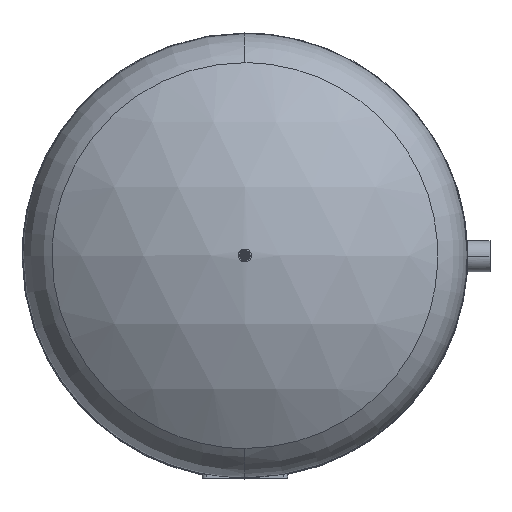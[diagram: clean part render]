
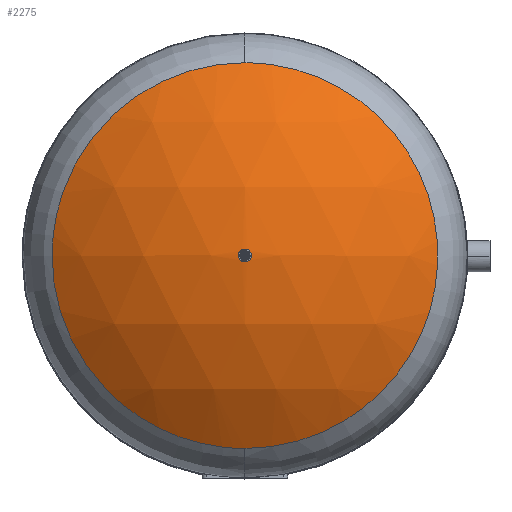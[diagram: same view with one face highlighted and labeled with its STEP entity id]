
A CAD part, top view. The second image highlights one B-rep face of the part: STEP entity #2275.
In plain terms, the highlighted spherical face has radius 354 mm.
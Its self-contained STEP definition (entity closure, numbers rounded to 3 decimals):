
#1823=CARTESIAN_POINT('Vertex',(-7.,0.,660.931)) ;
#1848=CARTESIAN_POINT('Vertex',(7.,0.,660.931)) ;
#1852=CARTESIAN_POINT('Control Point',(7.,0.,660.931)) ;
#1853=CARTESIAN_POINT('Control Point',(7.,1.388,660.931)) ;
#1854=CARTESIAN_POINT('Control Point',(6.656,2.775,660.931)) ;
#1855=CARTESIAN_POINT('Control Point',(5.968,4.049,660.931)) ;
#1856=CARTESIAN_POINT('Control Point',(4.509,5.62,660.931)) ;
#1857=CARTESIAN_POINT('Control Point',(2.626,6.545,660.931)) ;
#1858=CARTESIAN_POINT('Control Point',(1.963,6.773,660.931)) ;
#1859=CARTESIAN_POINT('Control Point',(-0.089,7.205,660.931)) ;
#1860=CARTESIAN_POINT('Control Point',(-2.206,6.866,660.931)) ;
#1861=CARTESIAN_POINT('Control Point',(-3.534,6.287,660.931)) ;
#1862=CARTESIAN_POINT('Control Point',(-5.413,4.815,660.931)) ;
#1863=CARTESIAN_POINT('Control Point',(-6.537,2.753,660.931)) ;
#1864=CARTESIAN_POINT('Control Point',(-6.846,1.858,660.931)) ;
#1865=CARTESIAN_POINT('Control Point',(-7.,0.929,660.931)) ;
#1866=CARTESIAN_POINT('Control Point',(-7.,0.,660.931)) ;
#1991=CARTESIAN_POINT('Control Point',(-7.,0.,660.931)) ;
#1992=CARTESIAN_POINT('Control Point',(-7.,-1.388,660.931)) ;
#1993=CARTESIAN_POINT('Control Point',(-6.656,-2.775,660.931)) ;
#1994=CARTESIAN_POINT('Control Point',(-5.968,-4.049,660.931)) ;
#1995=CARTESIAN_POINT('Control Point',(-4.509,-5.62,660.931)) ;
#1996=CARTESIAN_POINT('Control Point',(-2.626,-6.545,660.931)) ;
#1997=CARTESIAN_POINT('Control Point',(-1.963,-6.773,660.931)) ;
#1998=CARTESIAN_POINT('Control Point',(0.089,-7.205,660.931)) ;
#1999=CARTESIAN_POINT('Control Point',(2.206,-6.866,660.931)) ;
#2000=CARTESIAN_POINT('Control Point',(3.534,-6.287,660.931)) ;
#2001=CARTESIAN_POINT('Control Point',(5.413,-4.815,660.931)) ;
#2002=CARTESIAN_POINT('Control Point',(6.537,-2.753,660.931)) ;
#2003=CARTESIAN_POINT('Control Point',(6.846,-1.858,660.931)) ;
#2004=CARTESIAN_POINT('Control Point',(7.,-0.929,660.931)) ;
#2005=CARTESIAN_POINT('Control Point',(7.,0.,660.931)) ;
#2146=CARTESIAN_POINT('Vertex',(0.,-208.573,593.03)) ;
#2173=CARTESIAN_POINT('Vertex',(0.,208.573,593.03)) ;
#2177=CARTESIAN_POINT('Control Point',(0.,-208.573,593.03)) ;
#2178=CARTESIAN_POINT('Control Point',(16.381,-208.573,593.03)) ;
#2179=CARTESIAN_POINT('Control Point',(32.763,-206.965,593.03)) ;
#2180=CARTESIAN_POINT('Control Point',(48.933,-203.748,593.03)) ;
#2181=CARTESIAN_POINT('Control Point',(80.433,-194.182,593.03)) ;
#2182=CARTESIAN_POINT('Control Point',(109.471,-178.673,593.03)) ;
#2183=CARTESIAN_POINT('Control Point',(123.18,-169.513,593.03)) ;
#2184=CARTESIAN_POINT('Control Point',(148.621,-148.621,593.03)) ;
#2185=CARTESIAN_POINT('Control Point',(169.513,-123.18,593.03)) ;
#2186=CARTESIAN_POINT('Control Point',(178.673,-109.471,593.03)) ;
#2187=CARTESIAN_POINT('Control Point',(194.182,-80.433,593.03)) ;
#2188=CARTESIAN_POINT('Control Point',(203.748,-48.933,593.03)) ;
#2189=CARTESIAN_POINT('Control Point',(206.965,-32.763,593.03)) ;
#2190=CARTESIAN_POINT('Control Point',(210.181,0.,593.03)) ;
#2191=CARTESIAN_POINT('Control Point',(206.965,32.763,593.03)) ;
#2192=CARTESIAN_POINT('Control Point',(203.748,48.933,593.03)) ;
#2193=CARTESIAN_POINT('Control Point',(194.182,80.433,593.03)) ;
#2194=CARTESIAN_POINT('Control Point',(178.673,109.471,593.03)) ;
#2195=CARTESIAN_POINT('Control Point',(169.513,123.18,593.03)) ;
#2196=CARTESIAN_POINT('Control Point',(148.621,148.621,593.03)) ;
#2197=CARTESIAN_POINT('Control Point',(123.18,169.513,593.03)) ;
#2198=CARTESIAN_POINT('Control Point',(109.471,178.673,593.03)) ;
#2199=CARTESIAN_POINT('Control Point',(80.433,194.182,593.03)) ;
#2200=CARTESIAN_POINT('Control Point',(48.933,203.748,593.03)) ;
#2201=CARTESIAN_POINT('Control Point',(32.763,206.965,593.03)) ;
#2202=CARTESIAN_POINT('Control Point',(16.381,208.573,593.03)) ;
#2203=CARTESIAN_POINT('Control Point',(0.,208.573,593.03)) ;
#2213=CARTESIAN_POINT('Axis2P3D Location',(0.,0.,307.)) ;
#2219=CARTESIAN_POINT('Control Point',(-208.573,0.,593.03)) ;
#2220=CARTESIAN_POINT('Control Point',(-208.573,-18.226,593.031)) ;
#2221=CARTESIAN_POINT('Control Point',(-206.581,-37.37,593.03)) ;
#2222=CARTESIAN_POINT('Control Point',(-202.21,-56.879,593.022)) ;
#2223=CARTESIAN_POINT('Control Point',(-191.207,-87.525,593.031)) ;
#2224=CARTESIAN_POINT('Control Point',(-173.819,-116.281,593.034)) ;
#2225=CARTESIAN_POINT('Control Point',(-166.545,-126.478,593.039)) ;
#2226=CARTESIAN_POINT('Control Point',(-152.176,-143.761,593.023)) ;
#2227=CARTESIAN_POINT('Control Point',(-135.577,-158.951,593.036)) ;
#2228=CARTESIAN_POINT('Control Point',(-127.894,-165.191,593.037)) ;
#2229=CARTESIAN_POINT('Control Point',(-112.128,-176.54,593.024)) ;
#2230=CARTESIAN_POINT('Control Point',(-95.345,-185.854,593.037)) ;
#2231=CARTESIAN_POINT('Control Point',(-86.899,-189.941,593.037)) ;
#2232=CARTESIAN_POINT('Control Point',(-69.153,-197.358,593.023)) ;
#2233=CARTESIAN_POINT('Control Point',(-51.131,-202.543,593.038)) ;
#2234=CARTESIAN_POINT('Control Point',(-41.812,-204.657,593.037)) ;
#2235=CARTESIAN_POINT('Control Point',(-27.729,-207.037,593.027)) ;
#2236=CARTESIAN_POINT('Control Point',(-13.925,-208.187,593.031)) ;
#2237=CARTESIAN_POINT('Control Point',(-9.235,-208.447,593.03)) ;
#2238=CARTESIAN_POINT('Control Point',(-4.591,-208.573,593.03)) ;
#2239=CARTESIAN_POINT('Control Point',(0.,-208.573,593.03)) ;
#2240=CARTESIAN_POINT('Vertex',(-208.573,0.,593.03)) ;
#2244=CARTESIAN_POINT('Control Point',(0.,208.573,593.03)) ;
#2245=CARTESIAN_POINT('Control Point',(-9.101,208.573,593.03)) ;
#2246=CARTESIAN_POINT('Control Point',(-18.417,208.068,593.036)) ;
#2247=CARTESIAN_POINT('Control Point',(-27.881,207.029,593.037)) ;
#2248=CARTESIAN_POINT('Control Point',(-46.186,203.951,593.024)) ;
#2249=CARTESIAN_POINT('Control Point',(-64.61,198.624,593.036)) ;
#2250=CARTESIAN_POINT('Control Point',(-73.374,195.567,593.037)) ;
#2251=CARTESIAN_POINT('Control Point',(-90.766,188.396,593.023)) ;
#2252=CARTESIAN_POINT('Control Point',(-107.524,179.098,593.037)) ;
#2253=CARTESIAN_POINT('Control Point',(-115.705,173.933,593.037)) ;
#2254=CARTESIAN_POINT('Control Point',(-132.639,161.821,593.023)) ;
#2255=CARTESIAN_POINT('Control Point',(-148.001,147.582,593.038)) ;
#2256=CARTESIAN_POINT('Control Point',(-155.681,139.463,593.036)) ;
#2257=CARTESIAN_POINT('Control Point',(-173.292,118.146,593.024)) ;
#2258=CARTESIAN_POINT('Control Point',(-186.967,94.531,593.037)) ;
#2259=CARTESIAN_POINT('Control Point',(-193.64,79.884,593.035)) ;
#2260=CARTESIAN_POINT('Control Point',(-202.322,54.71,593.028)) ;
#2261=CARTESIAN_POINT('Control Point',(-206.829,29.722,593.03)) ;
#2262=CARTESIAN_POINT('Control Point',(-208.012,19.618,593.029)) ;
#2263=CARTESIAN_POINT('Control Point',(-208.573,9.69,593.031)) ;
#2264=CARTESIAN_POINT('Control Point',(-208.573,0.,593.03)) ;
#2214=DIRECTION('Axis2P3D Direction',(0.,-1.,0.)) ;
#2215=DIRECTION('Axis2P3D XDirection',(0.589,0.,-0.808)) ;
#2216=AXIS2_PLACEMENT_3D('Sphere Axis2P3D',#2213,#2214,#2215) ;
#2267=ORIENTED_EDGE('',*,*,#2242,.T.) ;
#2268=ORIENTED_EDGE('',*,*,#2204,.T.) ;
#2269=ORIENTED_EDGE('',*,*,#2265,.T.) ;
#2272=ORIENTED_EDGE('',*,*,#1867,.F.) ;
#2273=ORIENTED_EDGE('',*,*,#2006,.F.) ;
#2274=FACE_BOUND('',#2271,.T.) ;
#2275=ADVANCED_FACE('Solido1',(#2270,#2274),#2217,.T.) ;
#1851=B_SPLINE_CURVE_WITH_KNOTS('',5,(#1852,#1853,#1854,#1855,#1856,#1857,#1858,#1859,#1860,#1861,#1862,#1863,#1864,#1865,#1866),.UNSPECIFIED.,.F.,.U.,(6,3,3,3,6),(0.,9.812,14.718,24.531,31.101),.UNSPECIFIED.) ;
#1990=B_SPLINE_CURVE_WITH_KNOTS('',5,(#1991,#1992,#1993,#1994,#1995,#1996,#1997,#1998,#1999,#2000,#2001,#2002,#2003,#2004,#2005),.UNSPECIFIED.,.F.,.U.,(6,3,3,3,6),(0.,9.812,14.718,24.531,31.101),.UNSPECIFIED.) ;
#2176=B_SPLINE_CURVE_WITH_KNOTS('',5,(#2177,#2178,#2179,#2180,#2181,#2182,#2183,#2184,#2185,#2186,#2187,#2188,#2189,#2190,#2191,#2192,#2193,#2194,#2195,#2196,#2197,#2198,#2199,#2200,#2201,#2202,#2203),.UNSPECIFIED.,.F.,.U.,(6,3,3,3,3,3,3,3,6),(1.571,1.963,2.356,2.749,3.142,3.534,3.927,4.32,4.712),.UNSPECIFIED.) ;
#2218=B_SPLINE_CURVE_WITH_KNOTS('',5,(#2219,#2220,#2221,#2222,#2223,#2224,#2225,#2226,#2227,#2228,#2229,#2230,#2231,#2232,#2233,#2234,#2235,#2236,#2237,#2238,#2239),.UNSPECIFIED.,.F.,.U.,(6,3,3,3,3,3,6),(0.,0.485,0.771,0.995,1.214,1.449,1.571),.UNSPECIFIED.) ;
#2243=B_SPLINE_CURVE_WITH_KNOTS('',5,(#2244,#2245,#2246,#2247,#2248,#2249,#2250,#2251,#2252,#2253,#2254,#2255,#2256,#2257,#2258,#2259,#2260,#2261,#2262,#2263,#2264),.UNSPECIFIED.,.F.,.U.,(6,3,3,3,3,3,6),(4.712,4.955,5.176,5.398,5.651,6.025,6.283),.UNSPECIFIED.) ;
#1867=EDGE_CURVE('',#1849,#1824,#1851,.T.) ;
#2006=EDGE_CURVE('',#1824,#1849,#1990,.T.) ;
#2204=EDGE_CURVE('',#2147,#2174,#2176,.T.) ;
#2242=EDGE_CURVE('',#2241,#2147,#2218,.T.) ;
#2265=EDGE_CURVE('',#2174,#2241,#2243,.T.) ;
#2266=EDGE_LOOP('',(#2267,#2268,#2269)) ;
#2271=EDGE_LOOP('',(#2272,#2273)) ;
#2270=FACE_OUTER_BOUND('',#2266,.T.) ;
#2217=SPHERICAL_SURFACE('',#2216,354.) ;
#1824=VERTEX_POINT('',#1823) ;
#1849=VERTEX_POINT('',#1848) ;
#2147=VERTEX_POINT('',#2146) ;
#2174=VERTEX_POINT('',#2173) ;
#2241=VERTEX_POINT('',#2240) ;
